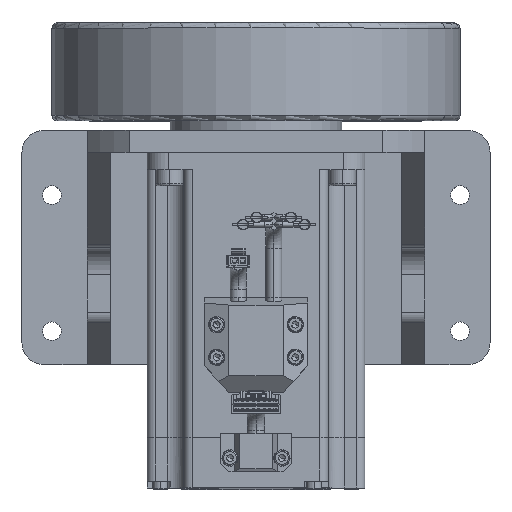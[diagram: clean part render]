
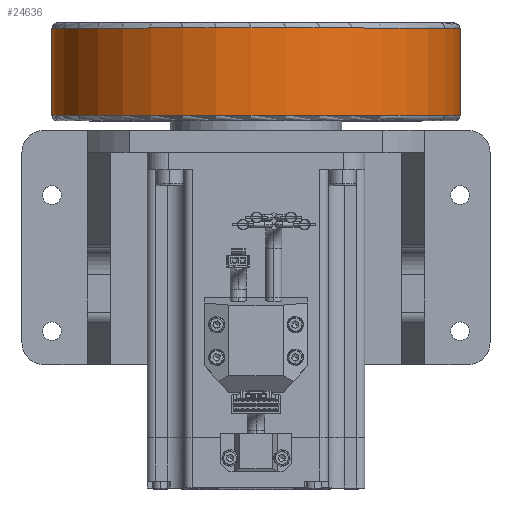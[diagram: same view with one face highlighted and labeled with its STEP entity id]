
A CAD part, top view. The second image highlights one B-rep face of the part: STEP entity #24636.
In plain terms, the highlighted cylindrical face has radius 75 mm (diameter 150 mm), a partial arc.
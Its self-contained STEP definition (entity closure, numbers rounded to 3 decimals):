
#24469=DIRECTION('',(0.,-1.,0.));
#24470=VECTOR('',#24469,32.);
#24471=CARTESIAN_POINT('',(-364.514,101.926,
168.36));
#24472=LINE('',#24471,#24470);
#24473=DIRECTION('',(0.,-1.,0.));
#24474=VECTOR('',#24473,32.);
#24475=CARTESIAN_POINT('',(-214.514,101.926,
168.36));
#24476=LINE('',#24475,#24474);
#24477=CARTESIAN_POINT('',(-289.514,69.926,
168.36));
#24478=DIRECTION('',(0.,-1.,0.));
#24479=DIRECTION('',(1.,0.,0.));
#24480=AXIS2_PLACEMENT_3D('',#24477,#24478,#24479);
#24502=CARTESIAN_POINT('',(-289.514,69.926,
168.36));
#24503=DIRECTION('',(0.,-1.,0.));
#24504=DIRECTION('',(0.924,0.,0.383));
#24505=AXIS2_PLACEMENT_3D('',#24502,#24503,#24504);
#24565=CARTESIAN_POINT('',(-289.514,101.926,
168.36));
#24566=DIRECTION('',(0.,1.,0.));
#24567=DIRECTION('',(0.924,0.,0.383));
#24568=AXIS2_PLACEMENT_3D('',#24565,#24566,#24567);
#24575=CARTESIAN_POINT('',(-289.514,101.926,
168.36));
#24576=DIRECTION('',(0.,1.,0.));
#24577=DIRECTION('',(-1.,0.,0.));
#24578=AXIS2_PLACEMENT_3D('',#24575,#24576,#24577);
#24585=CARTESIAN_POINT('',(-220.223,101.926,
197.061));
#24586=CARTESIAN_POINT('',(-214.514,101.926,
168.36));
#24587=VERTEX_POINT('',#24585);
#24588=VERTEX_POINT('',#24586);
#24593=CARTESIAN_POINT('',(-364.514,101.926,
168.36));
#24594=CARTESIAN_POINT('',(-364.514,69.926,
168.36));
#24595=VERTEX_POINT('',#24593);
#24596=VERTEX_POINT('',#24594);
#24613=CARTESIAN_POINT('',(-220.223,69.926,
197.061));
#24614=VERTEX_POINT('',#24613);
#24615=CARTESIAN_POINT('',(-214.514,69.926,
168.36));
#24616=VERTEX_POINT('',#24615);
#24617=CARTESIAN_POINT('',(-289.514,-144.206,
168.36));
#24618=DIRECTION('',(0.,1.,0.));
#24619=DIRECTION('',(1.,0.,0.));
#24620=AXIS2_PLACEMENT_3D('',#24617,#24618,#24619);
#24621=CYLINDRICAL_SURFACE('',#24620,75.);
#24623=ORIENTED_EDGE('',*,*,#24622,.F.);
#24625=ORIENTED_EDGE('',*,*,#24624,.T.);
#24627=ORIENTED_EDGE('',*,*,#24626,.T.);
#24629=ORIENTED_EDGE('',*,*,#24628,.T.);
#24631=ORIENTED_EDGE('',*,*,#24630,.T.);
#24633=ORIENTED_EDGE('',*,*,#24632,.T.);
#24634=EDGE_LOOP('',(#24623,#24625,#24627,#24629,#24631,#24633));
#24635=FACE_OUTER_BOUND('',#24634,.F.);
#24636=ADVANCED_FACE('',(#24635),#24621,.T.);
#24481=CIRCLE('',#24480,75.);
#24506=CIRCLE('',#24505,75.);
#24569=CIRCLE('',#24568,75.);
#24579=CIRCLE('',#24578,75.);
#24622=EDGE_CURVE('',#24595,#24596,#24472,.T.);
#24624=EDGE_CURVE('',#24595,#24587,#24579,.T.);
#24626=EDGE_CURVE('',#24587,#24588,#24569,.T.);
#24628=EDGE_CURVE('',#24588,#24616,#24476,.T.);
#24630=EDGE_CURVE('',#24616,#24614,#24481,.T.);
#24632=EDGE_CURVE('',#24614,#24596,#24506,.T.);
